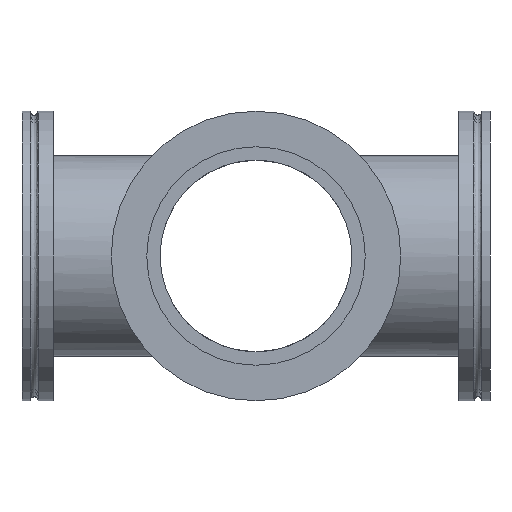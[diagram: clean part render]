
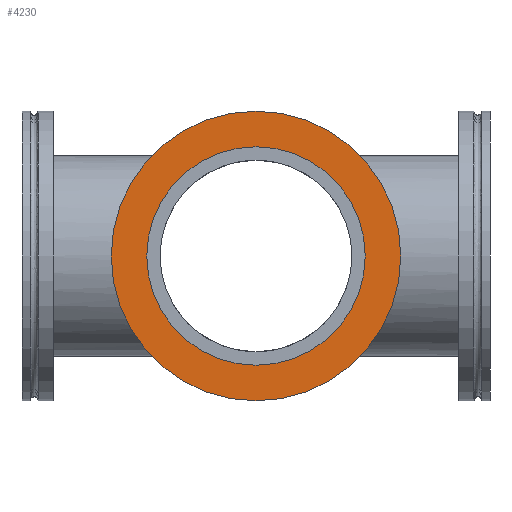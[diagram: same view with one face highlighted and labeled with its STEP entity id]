
A CAD part, left-side view. The second image highlights one B-rep face of the part: STEP entity #4230.
In plain terms, the highlighted face is planar.
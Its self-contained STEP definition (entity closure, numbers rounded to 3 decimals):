
#924 = AXIS2_PLACEMENT_3D ( 'NONE', #4865, #3079, #5855 ) ;
#1002 = PLANE ( 'NONE',  #2717 ) ;
#1065 = DIRECTION ( 'NONE',  ( 0., 0., -1. ) ) ;
#1303 = CARTESIAN_POINT ( 'NONE',  ( 0., 11.9, -41.5 ) ) ;
#1334 = VERTEX_POINT ( 'NONE', #1303 ) ;
#2237 = FACE_BOUND ( 'NONE', #5792, .T. ) ;
#2261 = VERTEX_POINT ( 'NONE', #4588 ) ;
#2650 = CIRCLE ( 'NONE', #5972, 41.5 ) ;
#2717 = AXIS2_PLACEMENT_3D ( 'NONE', #5845, #3517, #3966 ) ;
#2926 = EDGE_CURVE ( 'NONE', #1334, #1334, #2650, .T. ) ;
#2931 = ORIENTED_EDGE ( 'NONE', *, *, #2926, .T. ) ;
#3079 = DIRECTION ( 'NONE',  ( 0., 1., 0. ) ) ;
#3111 = EDGE_LOOP ( 'NONE', ( #5795 ) ) ;
#3517 = DIRECTION ( 'NONE',  ( 0., 1., 0. ) ) ;
#3836 = EDGE_CURVE ( 'NONE', #2261, #2261, #5376, .T. ) ;
#3966 = DIRECTION ( 'NONE',  ( 0., 0., 1. ) ) ;
#4230 = ADVANCED_FACE ( 'NONE', ( #2237, #5735 ), #1002, .T. ) ;
#4335 = DIRECTION ( 'NONE',  ( 0., -1., 0. ) ) ;
#4588 = CARTESIAN_POINT ( 'NONE',  ( 0., 11.9, -55. ) ) ;
#4865 = CARTESIAN_POINT ( 'NONE',  ( 0., 11.9, 0. ) ) ;
#4880 = CARTESIAN_POINT ( 'NONE',  ( 0., 11.9, 0. ) ) ;
#5376 = CIRCLE ( 'NONE', #924, 55. ) ;
#5735 = FACE_OUTER_BOUND ( 'NONE', #3111, .T. ) ;
#5792 = EDGE_LOOP ( 'NONE', ( #2931 ) ) ;
#5795 = ORIENTED_EDGE ( 'NONE', *, *, #3836, .T. ) ;
#5845 = CARTESIAN_POINT ( 'NONE',  ( 55., 11.9, 0. ) ) ;
#5855 = DIRECTION ( 'NONE',  ( 0., 0., -1. ) ) ;
#5972 = AXIS2_PLACEMENT_3D ( 'NONE', #4880, #4335, #1065 ) ;
